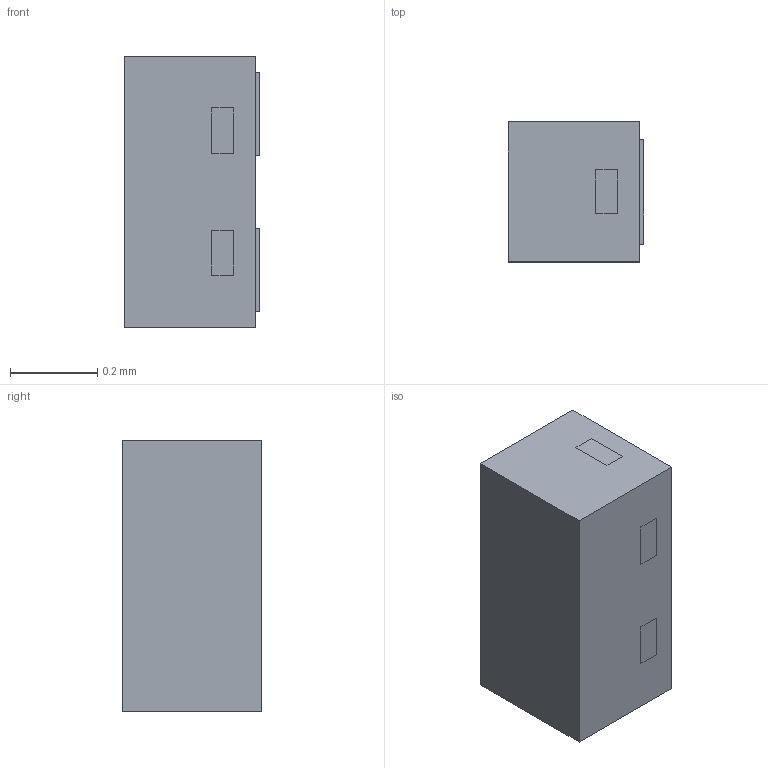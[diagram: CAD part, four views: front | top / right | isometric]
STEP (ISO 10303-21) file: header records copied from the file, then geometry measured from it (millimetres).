
FILE_DESCRIPTION(/* description */ ('Unknown'),/* implementation_level */ '2;1');
FILE_NAME(/* name */ 'DFN0603H3B-2',/* time_stamp */ '2020-09-08T15:03:16+08:00',/* author */ ('Unknown'),/* organization */ ('Unknown'),/* preprocessor_version */ 'ST-DEVELOPER v16.7',/* originating_system */ 'DEX',/* authorisation */ $);
FILE_SCHEMA (('AUTOMOTIVE_DESIGN {1 0 10303 214 3 1 1}'));
Length unit declared in the file: millimetre
Products named in the file (4): DFN0603H3B-2; Compound; LDF; Plating
Assembly tree (3 placements, depth 2):
  DFN0603H3B-2
    Compound
    LDF
    Plating
Bounding box: 0.31 x 0.32 x 0.62 mm (x, y, z)
Volume: 0.1 mm3; surface area: 1.8 mm2
Topology: 5 solids, 5 shells, 91 faces, 255 edges, 170 vertices
Faces by surface type: plane 64, cylinder 27
Entity records: 3320 total; most frequent: CARTESIAN_POINT 520, ORIENTED_EDGE 510, DIRECTION 499, EDGE_CURVE 255, LINE 201, VECTOR 201, VERTEX_POINT 170, AXIS2_PLACEMENT_3D 149
